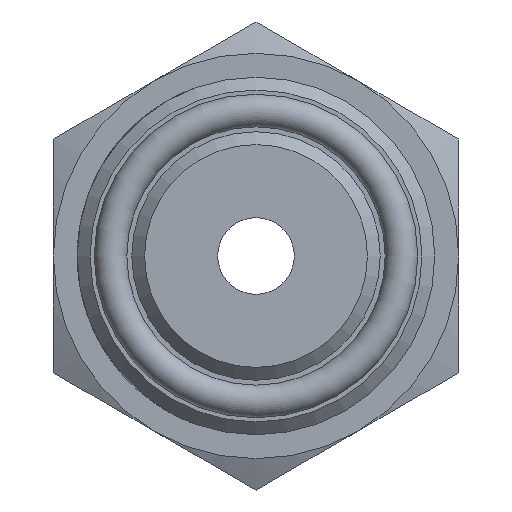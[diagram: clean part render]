
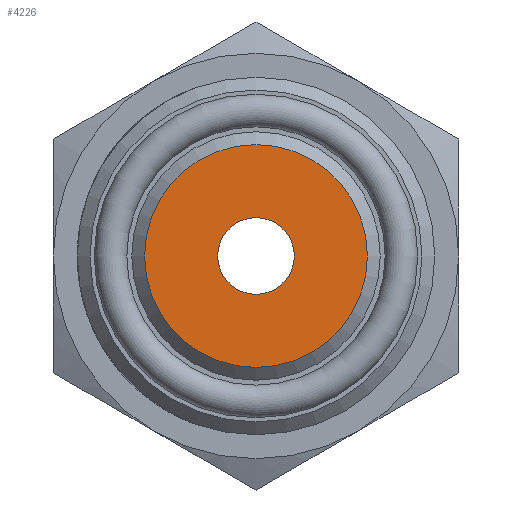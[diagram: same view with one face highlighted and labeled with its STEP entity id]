
A CAD part, left-side view. The second image highlights one B-rep face of the part: STEP entity #4226.
In plain terms, the highlighted planar face has unit normal (-1, 0, 0).
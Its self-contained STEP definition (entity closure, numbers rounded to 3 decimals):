
#405=FACE_BOUND('',#1013,.T.);
#499=PLANE('',#4516);
#741=FACE_OUTER_BOUND('',#1012,.T.);
#1012=EDGE_LOOP('',(#3954));
#1013=EDGE_LOOP('',(#3955));
#1554=CIRCLE('',#4251,1.5);
#1679=CIRCLE('',#4514,4.364);
#1680=VERTEX_POINT('',#5325);
#2089=VERTEX_POINT('',#9721);
#2090=EDGE_CURVE('',#1680,#1680,#1554,.T.);
#2710=EDGE_CURVE('',#2089,#2089,#1679,.T.);
#3954=ORIENTED_EDGE('',*,*,#2710,.F.);
#3955=ORIENTED_EDGE('',*,*,#2090,.T.);
#4226=ADVANCED_FACE('',(#741,#405),#499,.T.);
#4251=AXIS2_PLACEMENT_3D('',#5326,#4521,#4522);
#4514=AXIS2_PLACEMENT_3D('',#9723,#5316,#5317);
#4516=AXIS2_PLACEMENT_3D('',#9726,#5321,#5322);
#4521=DIRECTION('center_axis',(1.,0.,0.));
#4522=DIRECTION('ref_axis',(0.,0.,1.));
#5316=DIRECTION('center_axis',(1.,0.,0.));
#5317=DIRECTION('ref_axis',(0.,-1.,0.));
#5321=DIRECTION('center_axis',(-1.,0.,0.));
#5322=DIRECTION('ref_axis',(0.,0.,1.));
#5325=CARTESIAN_POINT('',(0.,0.,-1.5));
#5326=CARTESIAN_POINT('Origin',(0.,0.,0.));
#9721=CARTESIAN_POINT('',(0.,4.364,0.));
#9723=CARTESIAN_POINT('Origin',(0.,0.,0.));
#9726=CARTESIAN_POINT('Origin',(0.,2.432,0.));
